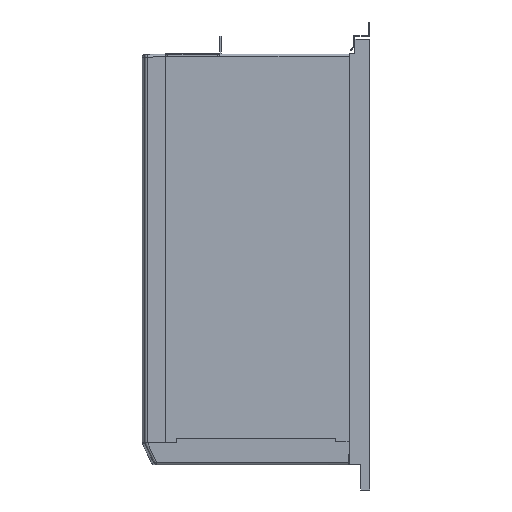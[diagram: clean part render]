
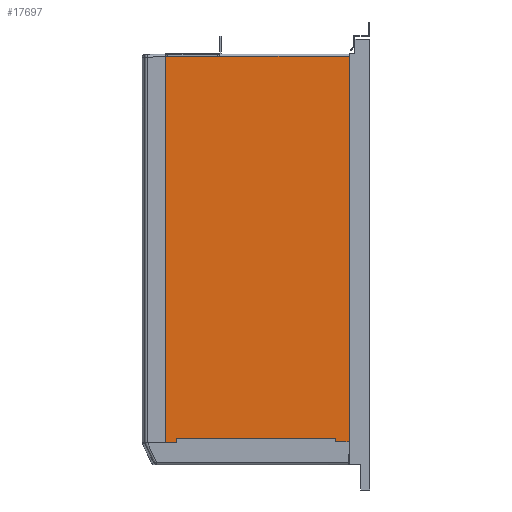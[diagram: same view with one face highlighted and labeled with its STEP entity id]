
A CAD part, left-side view. The second image highlights one B-rep face of the part: STEP entity #17697.
In plain terms, the highlighted planar face has unit normal (-1, 0, 0).
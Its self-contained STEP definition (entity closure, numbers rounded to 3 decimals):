
#7342 = DIRECTION ( 'NONE',  ( 0., 1., 0. ) ) ;
#7343 = VECTOR ( 'NONE', #7342, 1000. ) ;
#7344 = CARTESIAN_POINT ( 'NONE',  ( -24.5, 178., 34.002 ) ) ;
#7345 = LINE ( 'NONE', #7344, #7343 ) ;
#7346 = CARTESIAN_POINT ( 'NONE',  ( -24.5, 178., 34.002 ) ) ;
#7347 = DIRECTION ( 'NONE',  ( 0., 0., -1. ) ) ;
#7348 = VECTOR ( 'NONE', #7347, 1000. ) ;
#7349 = CARTESIAN_POINT ( 'NONE',  ( -24.5, 178., 57. ) ) ;
#7350 = LINE ( 'NONE', #7349, #7348 ) ;
#7452 = CARTESIAN_POINT ( 'NONE',  ( -24.5, 167.84, 34.002 ) ) ;
#7486 = CARTESIAN_POINT ( 'NONE',  ( -24.5, 18., 370.25 ) ) ;
#7487 = DIRECTION ( 'NONE',  ( 0., 0., 1. ) ) ;
#7488 = VECTOR ( 'NONE', #7487, 1000. ) ;
#7489 = CARTESIAN_POINT ( 'NONE',  ( -24.5, 18., 57. ) ) ;
#7490 = LINE ( 'NONE', #7489, #7488 ) ;
#7491 = DIRECTION ( 'NONE',  ( 0., 1., 0. ) ) ;
#7492 = VECTOR ( 'NONE', #7491, 1000. ) ;
#7493 = CARTESIAN_POINT ( 'NONE',  ( -24.5, 18., 34.802 ) ) ;
#7494 = LINE ( 'NONE', #7493, #7492 ) ;
#7509 = DIRECTION ( 'NONE',  ( 0., 0., 1. ) ) ;
#7510 = VECTOR ( 'NONE', #7509, 1000. ) ;
#7511 = CARTESIAN_POINT ( 'NONE',  ( -24.5, 167.84, 34.002 ) ) ;
#7512 = LINE ( 'NONE', #7511, #7510 ) ;
#7533 = DIRECTION ( 'NONE',  ( 0., 0., 1. ) ) ;
#7534 = VECTOR ( 'NONE', #7533, 1000. ) ;
#7535 = CARTESIAN_POINT ( 'NONE',  ( -24.5, 30.15, 34.802 ) ) ;
#7536 = LINE ( 'NONE', #7535, #7534 ) ;
#7578 = DIRECTION ( 'NONE',  ( 0., -1., 0. ) ) ;
#7579 = VECTOR ( 'NONE', #7578, 1000. ) ;
#7580 = CARTESIAN_POINT ( 'NONE',  ( -24.5, 130.5, 369.75 ) ) ;
#7581 = LINE ( 'NONE', #7580, #7579 ) ;
#7583 = CARTESIAN_POINT ( 'NONE',  ( -24.5, 130.5, 369.75 ) ) ;
#7584 = DIRECTION ( 'NONE',  ( 0., 0., 1. ) ) ;
#7585 = VECTOR ( 'NONE', #7584, 1000. ) ;
#7586 = CARTESIAN_POINT ( 'NONE',  ( -24.5, 130.5, 369.75 ) ) ;
#7587 = LINE ( 'NONE', #7586, #7585 ) ;
#7588 = CARTESIAN_POINT ( 'NONE',  ( -24.5, 130.5, 370.25 ) ) ;
#7589 = DIRECTION ( 'NONE',  ( 0., 1., 0. ) ) ;
#7590 = VECTOR ( 'NONE', #7589, 1000. ) ;
#7591 = CARTESIAN_POINT ( 'NONE',  ( -24.5, 18., 370.25 ) ) ;
#7592 = LINE ( 'NONE', #7591, #7590 ) ;
#7622 = CARTESIAN_POINT ( 'NONE',  ( -24.5, 18., 34.802 ) ) ;
#7623 = CARTESIAN_POINT ( 'NONE',  ( -24.5, 30.15, 34.802 ) ) ;
#7659 = CARTESIAN_POINT ( 'NONE',  ( -24.5, 178., 369.75 ) ) ;
#7949 = CARTESIAN_POINT ( 'NONE',  ( -24.5, 30.15, 37.502 ) ) ;
#8536 = FACE_OUTER_BOUND ( 'NONE', #17698, .T. ) ;
#8549 = CARTESIAN_POINT ( 'NONE',  ( -24.5, 167.84, 37.502 ) ) ;
#8550 = DIRECTION ( 'NONE',  ( 0., 1., 0. ) ) ;
#8552 = VECTOR ( 'NONE', #8550, 1000. ) ;
#8554 = CARTESIAN_POINT ( 'NONE',  ( -24.5, 18., 37.502 ) ) ;
#8556 = LINE ( 'NONE', #8554, #8552 ) ;
#8646 = DIRECTION ( 'NONE',  ( 0., 0., 1. ) ) ;
#8648 = DIRECTION ( 'NONE',  ( -1., 0., 0. ) ) ;
#8650 = CARTESIAN_POINT ( 'NONE',  ( -24.5, 18., 57. ) ) ;
#8652 = AXIS2_PLACEMENT_3D ( 'NONE', #8650, #8648, #8646 ) ;
#8776 = PLANE ( 'NONE',  #8652 ) ;
#17469 = ORIENTED_EDGE ( 'NONE', *, *, #17470, .T. ) ;
#17470 = EDGE_CURVE ( 'NONE', #17571, #17471, #7350, .T. ) ;
#17471 = VERTEX_POINT ( 'NONE', #7346 ) ;
#17472 = ORIENTED_EDGE ( 'NONE', *, *, #17473, .F. ) ;
#17473 = EDGE_CURVE ( 'NONE', #17474, #17471, #7345, .T. ) ;
#17474 = VERTEX_POINT ( 'NONE', #7452 ) ;
#17475 = ORIENTED_EDGE ( 'NONE', *, *, #17476, .T. ) ;
#17476 = EDGE_CURVE ( 'NONE', #17474, #17694, #7512, .T. ) ;
#17477 = ORIENTED_EDGE ( 'NONE', *, *, #17693, .F. ) ;
#17478 = ORIENTED_EDGE ( 'NONE', *, *, #17479, .F. ) ;
#17479 = EDGE_CURVE ( 'NONE', #17480, #17638, #7536, .T. ) ;
#17480 = VERTEX_POINT ( 'NONE', #7623 ) ;
#17481 = VERTEX_POINT ( 'NONE', #7622 ) ;
#17493 = EDGE_CURVE ( 'NONE', #17531, #17494, #7592, .T. ) ;
#17494 = VERTEX_POINT ( 'NONE', #7588 ) ;
#17495 = ORIENTED_EDGE ( 'NONE', *, *, #17496, .F. ) ;
#17496 = EDGE_CURVE ( 'NONE', #17497, #17494, #7587, .T. ) ;
#17497 = VERTEX_POINT ( 'NONE', #7583 ) ;
#17498 = ORIENTED_EDGE ( 'NONE', *, *, #17499, .F. ) ;
#17499 = EDGE_CURVE ( 'NONE', #17571, #17497, #7581, .T. ) ;
#17527 = ORIENTED_EDGE ( 'NONE', *, *, #17528, .F. ) ;
#17528 = EDGE_CURVE ( 'NONE', #17481, #17480, #7494, .T. ) ;
#17529 = ORIENTED_EDGE ( 'NONE', *, *, #17530, .T. ) ;
#17530 = EDGE_CURVE ( 'NONE', #17481, #17531, #7490, .T. ) ;
#17531 = VERTEX_POINT ( 'NONE', #7486 ) ;
#17532 = ORIENTED_EDGE ( 'NONE', *, *, #17493, .T. ) ;
#17571 = VERTEX_POINT ( 'NONE', #7659 ) ;
#17638 = VERTEX_POINT ( 'NONE', #7949 ) ;
#17693 = EDGE_CURVE ( 'NONE', #17638, #17694, #8556, .T. ) ;
#17694 = VERTEX_POINT ( 'NONE', #8549 ) ;
#17697 = ADVANCED_FACE ( 'NONE', ( #8536 ), #8776, .T. ) ;
#17698 = EDGE_LOOP ( 'NONE', ( #17469, #17472, #17475, #17477, #17478, #17527, #17529, #17532, #17495, #17498 ) ) ;
